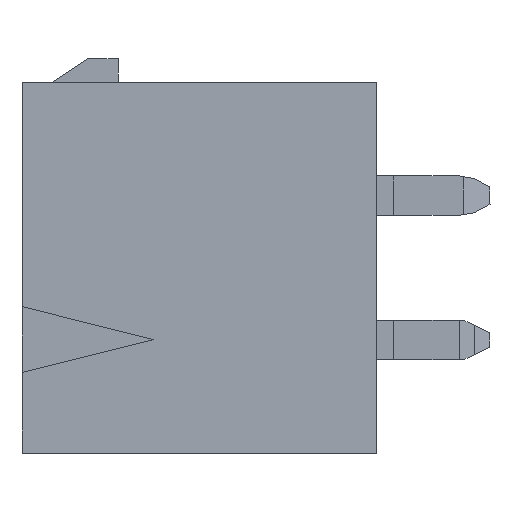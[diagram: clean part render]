
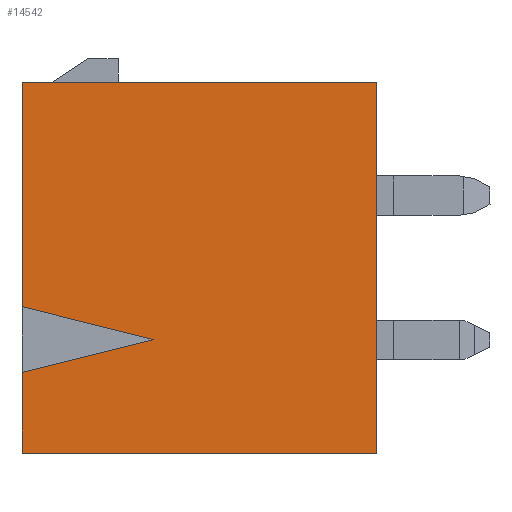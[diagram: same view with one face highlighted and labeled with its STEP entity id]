
A CAD part, left-side view. The second image highlights one B-rep face of the part: STEP entity #14542.
In plain terms, the highlighted planar face has unit normal (-1, 0, 0).
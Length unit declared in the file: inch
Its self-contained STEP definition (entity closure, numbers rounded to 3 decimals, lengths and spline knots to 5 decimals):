
#2090 = VECTOR ( 'NONE', #2154, 39.37008 ) ;
#2091 = CARTESIAN_POINT ( 'NONE',  ( -0.57125, 0.19, -0.212 ) ) ;
#2092 = LINE ( 'NONE', #2091, #2090 ) ;
#2093 = CARTESIAN_POINT ( 'NONE',  ( -0.57125, 0.19, -0.0445 ) ) ;
#2153 = CARTESIAN_POINT ( 'NONE',  ( -0.57125, 0.19, 0.212 ) ) ;
#2154 = DIRECTION ( 'NONE',  ( 0., 0., 1. ) ) ;
#2252 = DIRECTION ( 'NONE',  ( 0., 0., 1. ) ) ;
#2253 = VECTOR ( 'NONE', #2252, 39.37008 ) ;
#2254 = CARTESIAN_POINT ( 'NONE',  ( -0.57125, 0.19, -0.212 ) ) ;
#2255 = LINE ( 'NONE', #2254, #2253 ) ;
#2256 = CARTESIAN_POINT ( 'NONE',  ( -0.57125, 0.19, -0.212 ) ) ;
#6853 = DIRECTION ( 'NONE',  ( 0., 1., 0. ) ) ;
#6854 = VECTOR ( 'NONE', #6853, 39.37008 ) ;
#6855 = CARTESIAN_POINT ( 'NONE',  ( -0.57125, -0.6904, -0.212 ) ) ;
#6856 = LINE ( 'NONE', #6855, #6854 ) ;
#6861 = DIRECTION ( 'NONE',  ( 0., 1., 0. ) ) ;
#6862 = VECTOR ( 'NONE', #6861, 39.37008 ) ;
#6863 = CARTESIAN_POINT ( 'NONE',  ( -0.57125, -0.6904, 0.212 ) ) ;
#6864 = LINE ( 'NONE', #6863, #6862 ) ;
#6889 = DIRECTION ( 'NONE',  ( 0., 0.97, 0.243 ) ) ;
#6890 = VECTOR ( 'NONE', #6889, 39.37008 ) ;
#6891 = CARTESIAN_POINT ( 'NONE',  ( -0.57125, 0.19, -0.0445 ) ) ;
#6892 = LINE ( 'NONE', #6891, #6890 ) ;
#6893 = CARTESIAN_POINT ( 'NONE',  ( -0.57125, 0.04, -0.082 ) ) ;
#6894 = DIRECTION ( 'NONE',  ( 0., -0.97, 0.243 ) ) ;
#6895 = VECTOR ( 'NONE', #6894, 39.37008 ) ;
#6896 = CARTESIAN_POINT ( 'NONE',  ( -0.57125, 0.04, -0.082 ) ) ;
#6897 = LINE ( 'NONE', #6896, #6895 ) ;
#6927 = DIRECTION ( 'NONE',  ( 0., 0., 1. ) ) ;
#6928 = DIRECTION ( 'NONE',  ( -1., 0., 0. ) ) ;
#6929 = CARTESIAN_POINT ( 'NONE',  ( -0.57125, -0.6904, -0.212 ) ) ;
#6930 = AXIS2_PLACEMENT_3D ( 'NONE', #6929, #6928, #6927 ) ;
#6931 = PLANE ( 'NONE',  #6930 ) ;
#6932 = FACE_OUTER_BOUND ( 'NONE', #14543, .T. ) ;
#8721 = VERTEX_POINT ( 'NONE', #15988 ) ;
#8811 = VERTEX_POINT ( 'NONE', #16108 ) ;
#8964 = CARTESIAN_POINT ( 'NONE',  ( -0.57125, 0.19, -0.1195 ) ) ;
#10085 = EDGE_CURVE ( 'NONE', #8721, #8811, #16242, .T. ) ;
#11388 = VERTEX_POINT ( 'NONE', #2093 ) ;
#11390 = EDGE_CURVE ( 'NONE', #11388, #11391, #2092, .T. ) ;
#11391 = VERTEX_POINT ( 'NONE', #2153 ) ;
#11484 = VERTEX_POINT ( 'NONE', #2256 ) ;
#11486 = EDGE_CURVE ( 'NONE', #11484, #16750, #2255, .T. ) ;
#14497 = EDGE_CURVE ( 'NONE', #8811, #11391, #6864, .T. ) ;
#14503 = EDGE_CURVE ( 'NONE', #8721, #11484, #6856, .T. ) ;
#14520 = ORIENTED_EDGE ( 'NONE', *, *, #14521, .F. ) ;
#14521 = EDGE_CURVE ( 'NONE', #16750, #14522, #6897, .T. ) ;
#14522 = VERTEX_POINT ( 'NONE', #6893 ) ;
#14523 = ORIENTED_EDGE ( 'NONE', *, *, #11486, .F. ) ;
#14524 = ORIENTED_EDGE ( 'NONE', *, *, #14503, .F. ) ;
#14525 = ORIENTED_EDGE ( 'NONE', *, *, #10085, .T. ) ;
#14526 = ORIENTED_EDGE ( 'NONE', *, *, #14497, .T. ) ;
#14527 = ORIENTED_EDGE ( 'NONE', *, *, #11390, .F. ) ;
#14528 = ORIENTED_EDGE ( 'NONE', *, *, #14529, .F. ) ;
#14529 = EDGE_CURVE ( 'NONE', #14522, #11388, #6892, .T. ) ;
#14542 = ADVANCED_FACE ( 'NONE', ( #6932 ), #6931, .T. ) ;
#14543 = EDGE_LOOP ( 'NONE', ( #14520, #14523, #14524, #14525, #14526, #14527, #14528 ) ) ;
#15988 = CARTESIAN_POINT ( 'NONE',  ( -0.57125, -0.215, -0.212 ) ) ;
#16108 = CARTESIAN_POINT ( 'NONE',  ( -0.57125, -0.215, 0.212 ) ) ;
#16239 = DIRECTION ( 'NONE',  ( 0., 0., 1. ) ) ;
#16240 = VECTOR ( 'NONE', #16239, 39.37008 ) ;
#16241 = CARTESIAN_POINT ( 'NONE',  ( -0.57125, -0.215, -0.212 ) ) ;
#16242 = LINE ( 'NONE', #16241, #16240 ) ;
#16750 = VERTEX_POINT ( 'NONE', #8964 ) ;
